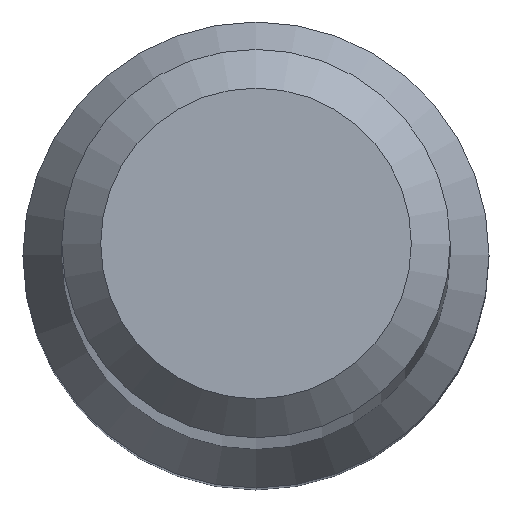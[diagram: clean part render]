
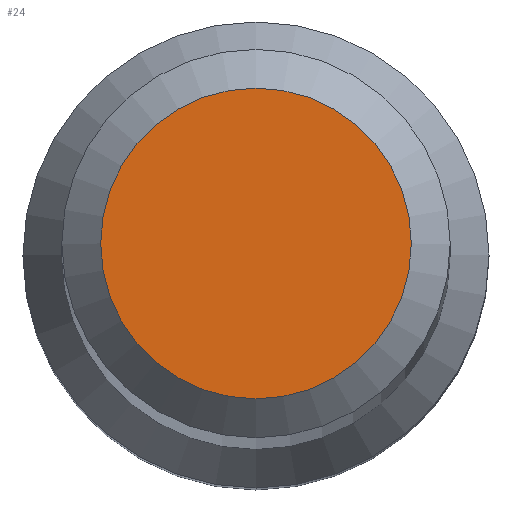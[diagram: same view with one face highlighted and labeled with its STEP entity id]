
A CAD part, top view. The second image highlights one B-rep face of the part: STEP entity #24.
In plain terms, the highlighted planar face has unit normal (0, 0, 1).
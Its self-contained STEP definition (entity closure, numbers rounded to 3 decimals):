
#10 = VERTEX_POINT ( 'NONE', #170 ) ;
#24 = ADVANCED_FACE ( 'NONE', ( #40 ), #112, .F. ) ;
#36 = ORIENTED_EDGE ( 'NONE', *, *, #222, .F. ) ;
#40 = FACE_OUTER_BOUND ( 'NONE', #203, .T. ) ;
#44 = AXIS2_PLACEMENT_3D ( 'NONE', #89, #167, #208 ) ;
#89 = CARTESIAN_POINT ( 'NONE',  ( 0., 0., 80. ) ) ;
#90 = CARTESIAN_POINT ( 'NONE',  ( 0., 0., 80. ) ) ;
#112 = PLANE ( 'NONE',  #127 ) ;
#127 = AXIS2_PLACEMENT_3D ( 'NONE', #90, #153, #168 ) ;
#153 = DIRECTION ( 'NONE',  ( 0., 0., -1. ) ) ;
#167 = DIRECTION ( 'NONE',  ( 0., 0., -1. ) ) ;
#168 = DIRECTION ( 'NONE',  ( 0., 1., 0. ) ) ;
#170 = CARTESIAN_POINT ( 'NONE',  ( 0., 1.6, 80. ) ) ;
#194 = CIRCLE ( 'NONE', #44, 1.6 ) ;
#203 = EDGE_LOOP ( 'NONE', ( #36 ) ) ;
#208 = DIRECTION ( 'NONE',  ( 0., 1., 0. ) ) ;
#222 = EDGE_CURVE ( 'NONE', #10, #10, #194, .T. ) ;
